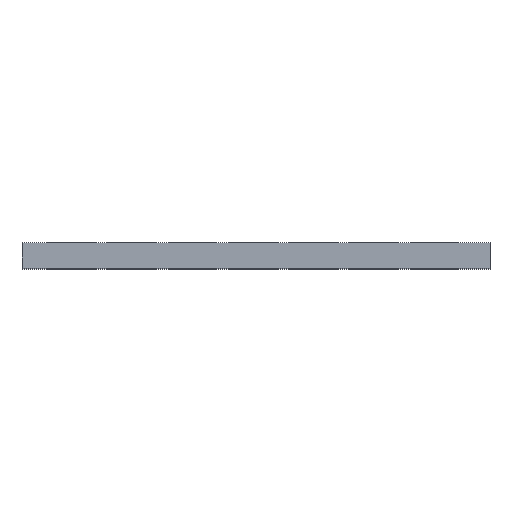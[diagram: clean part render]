
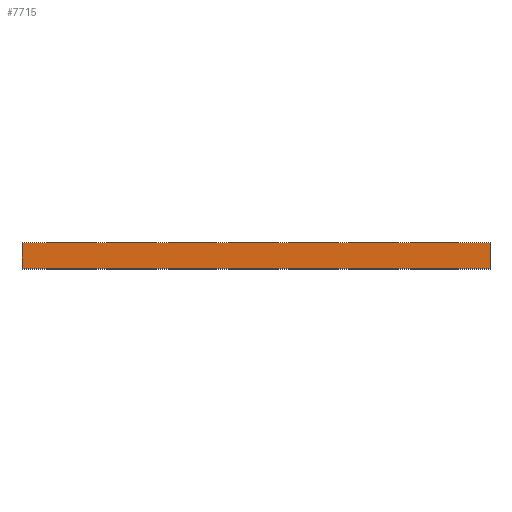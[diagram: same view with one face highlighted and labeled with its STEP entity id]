
A CAD part, top view. The second image highlights one B-rep face of the part: STEP entity #7715.
In plain terms, the highlighted planar face has unit normal (0, 0, 1).
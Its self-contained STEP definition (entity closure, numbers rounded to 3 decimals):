
#541=FACE_OUTER_BOUND('',#971,.T.);
#971=EDGE_LOOP('',(#6646,#6647,#6648,#6649));
#2060=LINE('',#12075,#3095);
#2063=LINE('',#12081,#3098);
#2066=LINE('',#12088,#3101);
#2067=LINE('',#12089,#3102);
#3095=VECTOR('',#9923,10.);
#3098=VECTOR('',#9928,10.);
#3101=VECTOR('',#9935,10.);
#3102=VECTOR('',#9936,10.);
#3804=VERTEX_POINT('',#12068);
#3807=VERTEX_POINT('',#12073);
#3808=VERTEX_POINT('',#12077);
#3811=VERTEX_POINT('',#12087);
#4865=EDGE_CURVE('',#3807,#3804,#2060,.T.);
#4868=EDGE_CURVE('',#3804,#3808,#2063,.T.);
#4871=EDGE_CURVE('',#3807,#3811,#2066,.T.);
#4872=EDGE_CURVE('',#3811,#3808,#2067,.T.);
#6646=ORIENTED_EDGE('',*,*,#4865,.F.);
#6647=ORIENTED_EDGE('',*,*,#4871,.T.);
#6648=ORIENTED_EDGE('',*,*,#4872,.T.);
#6649=ORIENTED_EDGE('',*,*,#4868,.F.);
#7349=PLANE('',#8120);
#7715=ADVANCED_FACE('',(#541),#7349,.T.);
#8120=AXIS2_PLACEMENT_3D('',#12086,#9933,#9934);
#9923=DIRECTION('',(1.,0.,0.));
#9928=DIRECTION('',(0.,-1.,0.));
#9933=DIRECTION('center_axis',(0.,0.,1.));
#9934=DIRECTION('ref_axis',(-1.,0.,0.));
#9935=DIRECTION('',(0.,-1.,0.));
#9936=DIRECTION('',(1.,0.,0.));
#12068=CARTESIAN_POINT('',(96.842,355.,173.783));
#12073=CARTESIAN_POINT('',(5.342,355.,173.783));
#12075=CARTESIAN_POINT('',(95.342,355.,173.783));
#12077=CARTESIAN_POINT('',(96.842,350.,173.783));
#12081=CARTESIAN_POINT('',(96.842,355.,173.783));
#12086=CARTESIAN_POINT('Origin',(95.342,355.,173.783));
#12087=CARTESIAN_POINT('',(5.342,350.,173.783));
#12088=CARTESIAN_POINT('',(5.342,355.,173.783));
#12089=CARTESIAN_POINT('',(95.342,350.,173.783));
